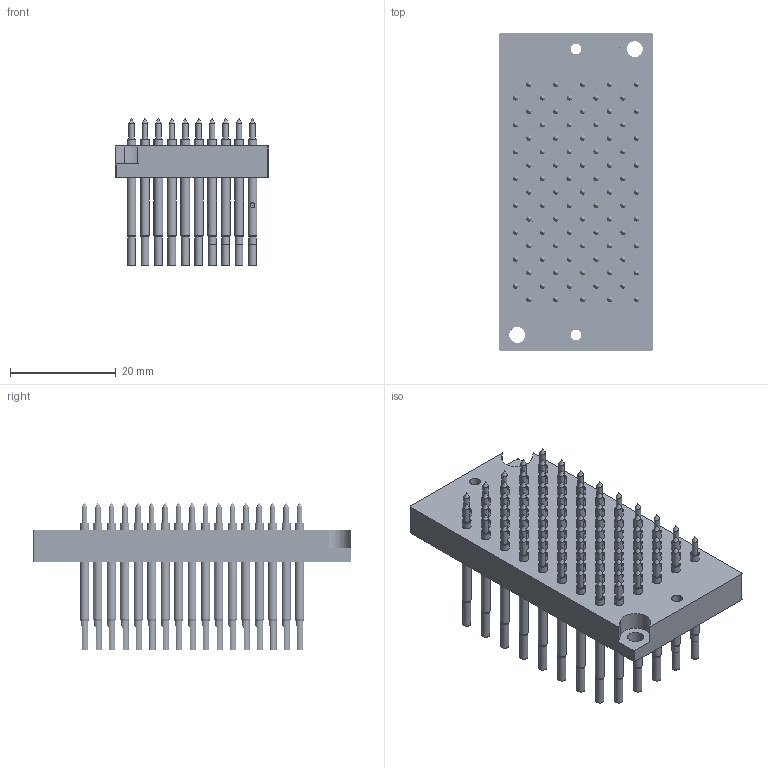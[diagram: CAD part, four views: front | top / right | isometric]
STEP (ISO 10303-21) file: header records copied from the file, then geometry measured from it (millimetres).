
FILE_DESCRIPTION (( 'STEP AP214' ), '1' );
FILE_NAME ('MOD-1010963-IP-B-R-SB-085-LA-085-01.STEP', '2023-02-02T11:16:12', ( '' ), ( '' ), 'SwSTEP 2.0', 'SolidWorks 2020', '' );
FILE_SCHEMA (( 'AUTOMOTIVE_DESIGN' ));
Length unit declared in the file: millimetre
Products named in the file (1): MOD-1010963-IP-B-R-SB-085-LA-085-01
Bounding box: 29 x 60 x 27.8 mm (x, y, z)
Volume: 13168.3 mm3; surface area: 14194.5 mm2
Topology: 1 solids, 1 shells, 2710 faces, 6268 edges, 3865 vertices
Faces by surface type: cylinder 1065, plane 724, bspline 411, torus 340, cone 170
Full cylindrical faces by diameter (mm): 1.05 x85, 1.37 x12, 1.39 x12, 1.48 x85, 1.68 x170, 2.02 x2, 3 x2
Entity records: 81628 total; most frequent: CARTESIAN_POINT 24120, DIRECTION 11860, ORIENTED_EDGE 10538, EDGE_CURVE 5269, AXIS2_PLACEMENT_3D 5098, EDGE_LOOP 3661, VERTEX_POINT 3504, FACE_OUTER_BOUND 3163
